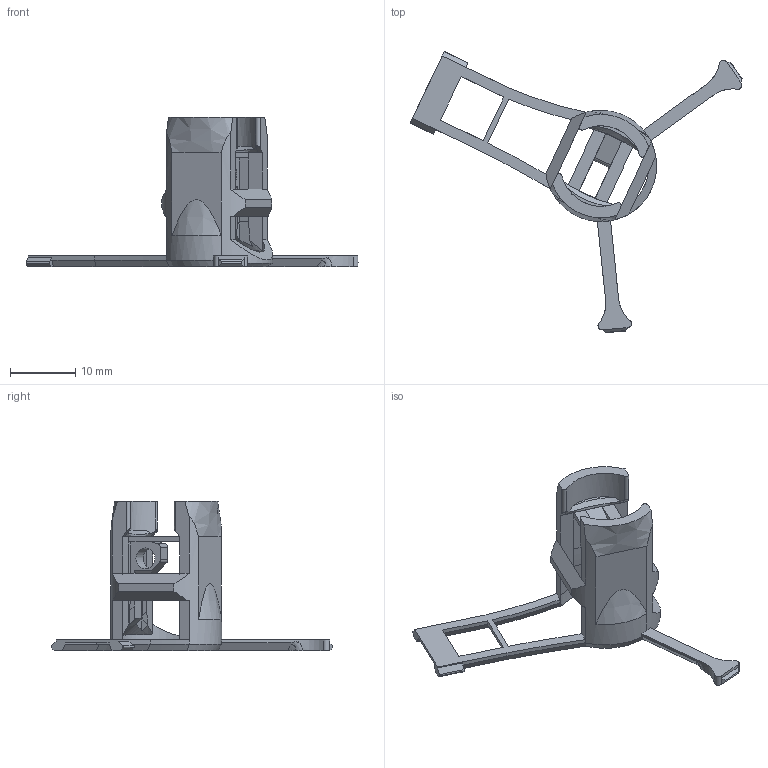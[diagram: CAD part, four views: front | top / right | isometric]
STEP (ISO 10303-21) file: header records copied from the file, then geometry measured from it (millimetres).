
FILE_DESCRIPTION(/* description */ (''),/* implementation_level */ '2;1');
FILE_NAME(/* name */ 'Mag Carrier Sensor Holder (by 0ndsk4).step',/* time_stamp */ '2024-03-14T23:47:21+01:00',/* author */ (''),/* organization */ (''),/* preprocessor_version */ 'ST-DEVELOPER v20',/* originating_system */ 'Autodesk Translation Framework v12.20.1.177',/* authorisation */ '');
FILE_SCHEMA (('AUTOMOTIVE_DESIGN { 1 0 10303 214 3 1 1 }'));
Length unit declared in the file: millimetre
Products named in the file (2): (Unsaved); sensor_holder_Mag_Carrier
Assembly tree (1 placements, depth 2):
  (Unsaved)
    sensor_holder_Mag_Carrier
Bounding box: 50.76 x 43.04 x 22.8 mm (x, y, z)
Volume: 1496.6 mm3; surface area: 2465.7 mm2
Topology: 1 solids, 1 shells, 222 faces, 659 edges, 426 vertices
Faces by surface type: plane 140, bspline 36, cylinder 34, cone 12
Full cylindrical faces by diameter (mm): 3.2 x1
Entity records: 8703 total; most frequent: CARTESIAN_POINT 3075, ORIENTED_EDGE 1318, DIRECTION 966, EDGE_CURVE 659, VERTEX_POINT 426, LINE 394, VECTOR 394, AXIS2_PLACEMENT_3D 286
